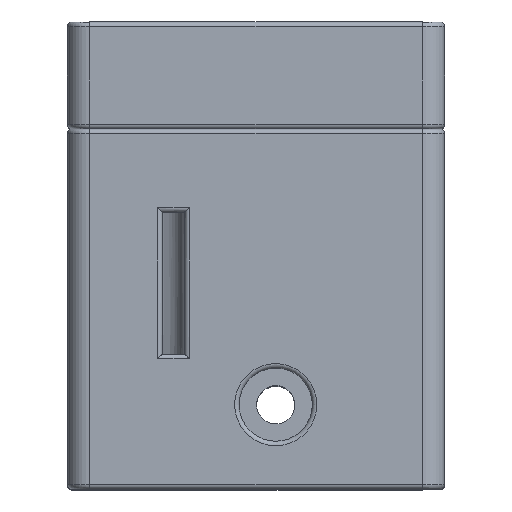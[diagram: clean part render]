
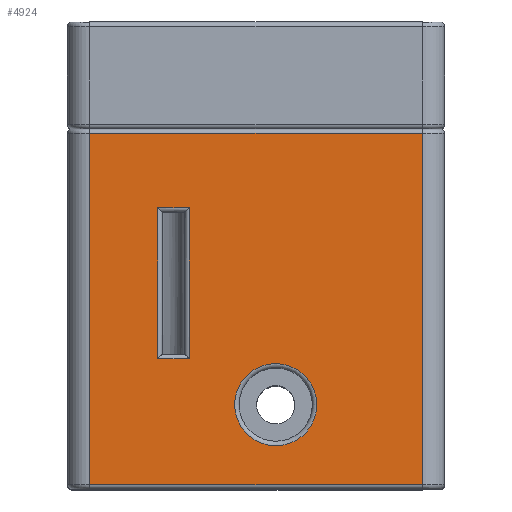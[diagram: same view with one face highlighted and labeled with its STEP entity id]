
A CAD part, top view. The second image highlights one B-rep face of the part: STEP entity #4924.
In plain terms, the highlighted planar face has unit normal (0, 0, 1).
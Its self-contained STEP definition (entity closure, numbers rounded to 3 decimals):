
#302=FACE_BOUND('',#1399,.T.);
#303=FACE_BOUND('',#1400,.T.);
#340=LINE('',#7762,#666);
#341=LINE('',#7764,#667);
#342=LINE('',#7766,#668);
#343=LINE('',#7767,#669);
#344=LINE('',#7770,#670);
#345=LINE('',#7772,#671);
#346=LINE('',#7774,#672);
#347=LINE('',#7775,#673);
#666=VECTOR('',#6023,10.);
#667=VECTOR('',#6024,10.);
#668=VECTOR('',#6025,10.);
#669=VECTOR('',#6026,10.);
#670=VECTOR('',#6027,10.);
#671=VECTOR('',#6028,10.);
#672=VECTOR('',#6029,10.);
#673=VECTOR('',#6030,10.);
#987=PLANE('',#5287);
#1061=FACE_OUTER_BOUND('',#1398,.T.);
#1398=EDGE_LOOP('',(#3352,#3353,#3354,#3355));
#1399=EDGE_LOOP('',(#3356,#3357,#3358,#3359));
#1400=EDGE_LOOP('',(#3360));
#1767=CIRCLE('',#5283,3.65);
#2130=VERTEX_POINT('',#7752);
#2133=VERTEX_POINT('',#7760);
#2134=VERTEX_POINT('',#7761);
#2135=VERTEX_POINT('',#7763);
#2136=VERTEX_POINT('',#7765);
#2137=VERTEX_POINT('',#7768);
#2138=VERTEX_POINT('',#7769);
#2139=VERTEX_POINT('',#7771);
#2140=VERTEX_POINT('',#7773);
#2574=EDGE_CURVE('',#2130,#2130,#1767,.T.);
#2578=EDGE_CURVE('',#2133,#2134,#340,.T.);
#2579=EDGE_CURVE('',#2135,#2133,#341,.T.);
#2580=EDGE_CURVE('',#2136,#2135,#342,.T.);
#2581=EDGE_CURVE('',#2134,#2136,#343,.T.);
#2582=EDGE_CURVE('',#2137,#2138,#344,.T.);
#2583=EDGE_CURVE('',#2139,#2137,#345,.T.);
#2584=EDGE_CURVE('',#2140,#2139,#346,.T.);
#2585=EDGE_CURVE('',#2138,#2140,#347,.T.);
#3352=ORIENTED_EDGE('',*,*,#2578,.F.);
#3353=ORIENTED_EDGE('',*,*,#2579,.F.);
#3354=ORIENTED_EDGE('',*,*,#2580,.F.);
#3355=ORIENTED_EDGE('',*,*,#2581,.F.);
#3356=ORIENTED_EDGE('',*,*,#2582,.F.);
#3357=ORIENTED_EDGE('',*,*,#2583,.F.);
#3358=ORIENTED_EDGE('',*,*,#2584,.F.);
#3359=ORIENTED_EDGE('',*,*,#2585,.F.);
#3360=ORIENTED_EDGE('',*,*,#2574,.F.);
#4924=ADVANCED_FACE('',(#1061,#302,#303),#987,.T.);
#5283=AXIS2_PLACEMENT_3D('',#7753,#6013,#6014);
#5287=AXIS2_PLACEMENT_3D('',#7759,#6021,#6022);
#6013=DIRECTION('center_axis',(0.,0.,1.));
#6014=DIRECTION('ref_axis',(-1.,0.,0.));
#6021=DIRECTION('center_axis',(0.,0.,1.));
#6022=DIRECTION('ref_axis',(1.,0.,0.));
#6023=DIRECTION('',(-1.,0.,0.));
#6024=DIRECTION('',(0.,-1.,0.));
#6025=DIRECTION('',(1.,0.,0.));
#6026=DIRECTION('',(0.,1.,0.));
#6027=DIRECTION('',(0.,-1.,0.));
#6028=DIRECTION('',(-1.,0.,0.));
#6029=DIRECTION('',(0.,1.,0.));
#6030=DIRECTION('',(1.,0.,0.));
#7752=CARTESIAN_POINT('',(3.65,7.5,23.));
#7753=CARTESIAN_POINT('Origin',(0.,7.5,23.));
#7759=CARTESIAN_POINT('Origin',(-18.5,0.,23.));
#7760=CARTESIAN_POINT('',(13.,0.4,23.));
#7761=CARTESIAN_POINT('',(-16.5,0.4,23.));
#7762=CARTESIAN_POINT('',(-10.125,0.4,23.));
#7763=CARTESIAN_POINT('',(13.,31.6,23.));
#7764=CARTESIAN_POINT('',(13.,0.,23.));
#7765=CARTESIAN_POINT('',(-16.5,31.6,23.));
#7766=CARTESIAN_POINT('',(-10.125,31.6,23.));
#7767=CARTESIAN_POINT('',(-16.5,0.,23.));
#7768=CARTESIAN_POINT('',(-10.48,25.,23.));
#7769=CARTESIAN_POINT('',(-10.48,11.6,23.));
#7770=CARTESIAN_POINT('',(-10.48,6.,23.));
#7771=CARTESIAN_POINT('',(-7.68,25.,23.));
#7772=CARTESIAN_POINT('',(-15.476,25.,23.));
#7773=CARTESIAN_POINT('',(-7.68,11.6,23.));
#7774=CARTESIAN_POINT('',(-7.68,6.,23.));
#7775=CARTESIAN_POINT('',(-15.476,11.6,23.));
